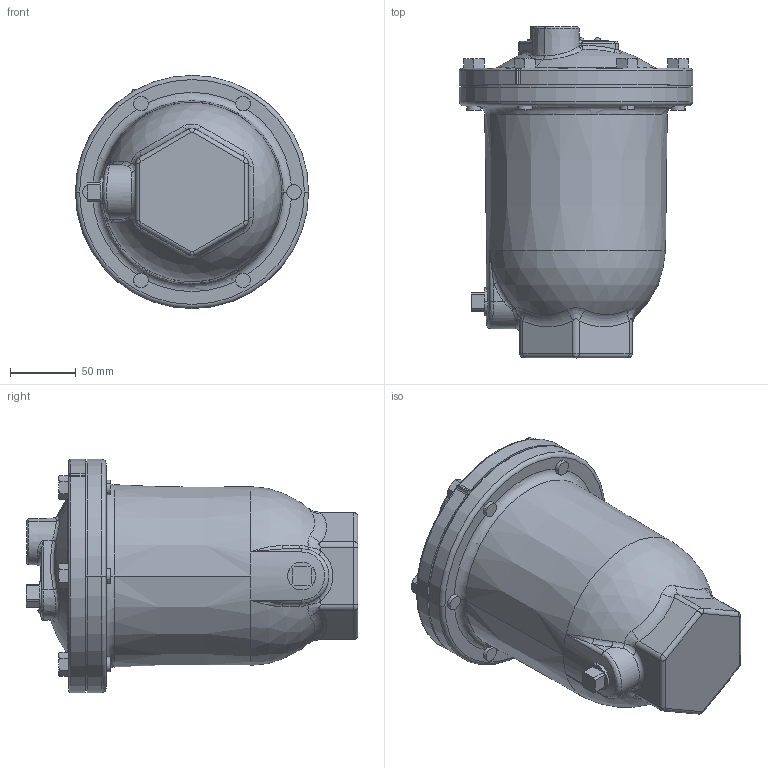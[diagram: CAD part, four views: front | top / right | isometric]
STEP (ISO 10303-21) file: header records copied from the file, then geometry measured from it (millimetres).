
FILE_DESCRIPTION((''),'2;1');
FILE_NAME('38_SW0004','2023-09-13T11:44:42',('tbuffington'),(''),'CREO PARAMETRIC BY PTC INC, 2023072','CREO PARAMETRIC BY PTC INC, 2023072','');
FILE_SCHEMA(('AUTOMOTIVE_DESIGN { 1 0 10303 214 1 1 1 1 }'));
Length unit declared in the file: inch
Products named in the file (1): 38_SW0004
Bounding box: 177.8 x 253.06 x 177.8 mm (x, y, z)
Volume: 3342805.6 mm3; surface area: 143959.7 mm2
Topology: 1 solids, 1 shells, 260 faces, 615 edges, 368 vertices
Faces by surface type: plane 97, cylinder 49, cone 44, bspline 33, torus 28, sphere 9
Entity records: 13491 total; most frequent: CARTESIAN_POINT 6312, COLOUR_RGB 1328, ORIENTED_EDGE 1220, DIRECTION 1147, EDGE_CURVE 610, AXIS2_PLACEMENT_3D 465, VERTEX_POINT 368, EDGE_LOOP 276
